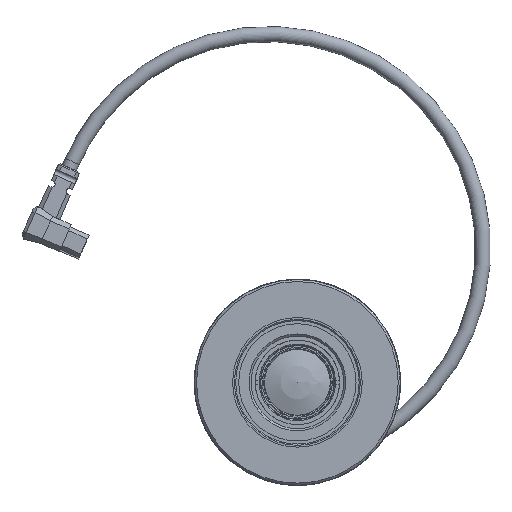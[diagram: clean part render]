
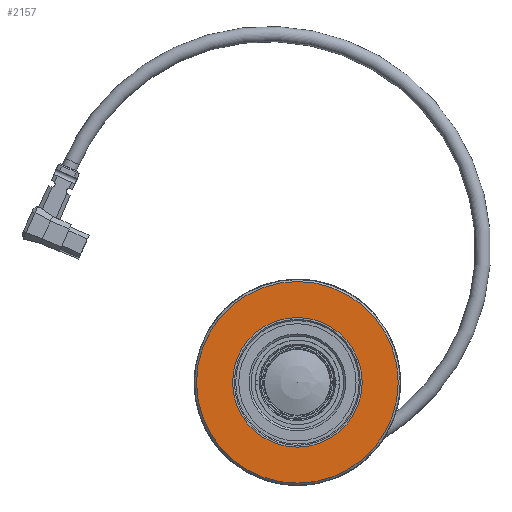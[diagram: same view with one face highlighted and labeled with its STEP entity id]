
A CAD part, left-side view. The second image highlights one B-rep face of the part: STEP entity #2157.
In plain terms, the highlighted planar face has unit normal (-1, 0, 0).
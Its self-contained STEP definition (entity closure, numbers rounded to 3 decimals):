
#1230=FACE_BOUND('',#3508,.T.);
#1231=FACE_BOUND('',#3509,.T.);
#1729=PLANE('',#13214);
#2157=ADVANCED_FACE('BCT_REF_132402',(#1230,#1231),#1729,.F.);
#3508=EDGE_LOOP('',(#6182));
#3509=EDGE_LOOP('',(#6183));
#4144=CIRCLE('',#13211,24.5);
#4145=CIRCLE('',#13213,15.7);
#6182=ORIENTED_EDGE('',*,*,#10347,.F.);
#6183=ORIENTED_EDGE('',*,*,#10346,.T.);
#8546=VERTEX_POINT('',#18801);
#8547=VERTEX_POINT('',#18804);
#10346=EDGE_CURVE('',#8546,#8546,#4144,.T.);
#10347=EDGE_CURVE('BCT_REF_125861',#8547,#8547,#4145,.T.);
#13211=AXIS2_PLACEMENT_3D('',#18800,#15465,#15466);
#13213=AXIS2_PLACEMENT_3D('',#18803,#15469,#15470);
#13214=AXIS2_PLACEMENT_3D('',#18805,#15471,#15472);
#15465=DIRECTION('',(-1.,0.,0.));
#15466=DIRECTION('',(0.,-0.866,0.5));
#15469=DIRECTION('',(-1.,0.,0.));
#15470=DIRECTION('',(0.,-0.866,0.5));
#15471=DIRECTION('',(1.,0.,0.));
#15472=DIRECTION('',(0.,0.866,-0.5));
#18800=CARTESIAN_POINT('',(-45.995,0.,0.));
#18801=CARTESIAN_POINT('',(-45.995,-21.218,12.25));
#18803=CARTESIAN_POINT('',(-45.995,0.,0.));
#18804=CARTESIAN_POINT('',(-45.995,-13.597,7.85));
#18805=CARTESIAN_POINT('',(-45.995,12.25,21.218));
